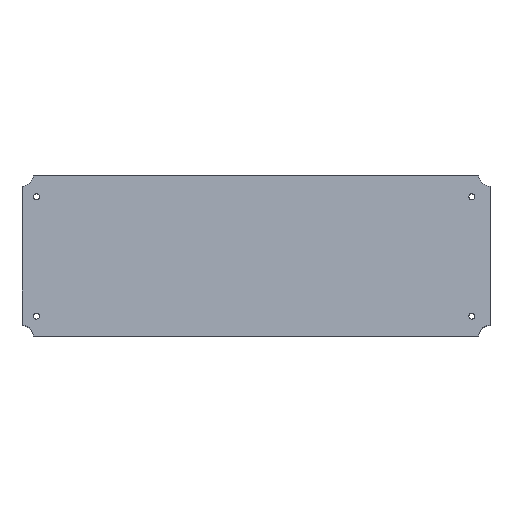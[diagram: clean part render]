
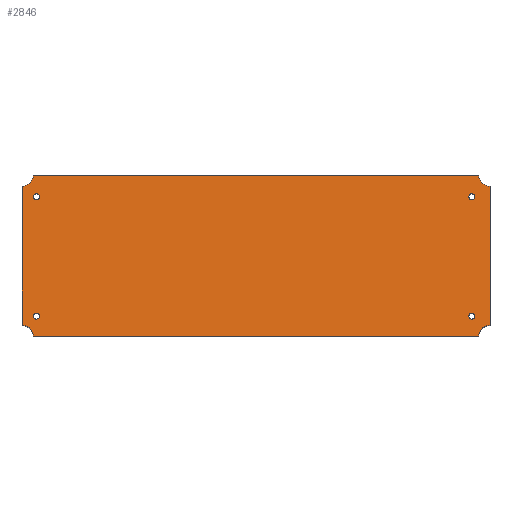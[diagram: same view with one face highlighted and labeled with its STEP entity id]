
A CAD part, top view. The second image highlights one B-rep face of the part: STEP entity #2846.
In plain terms, the highlighted planar face has unit normal (0, 0.104, 0.995).
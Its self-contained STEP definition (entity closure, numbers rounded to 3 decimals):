
#36=CIRCLE('',#2881,1.6);
#38=CIRCLE('',#2885,1.6);
#40=CIRCLE('',#2889,1.6);
#42=CIRCLE('',#2893,1.6);
#43=CIRCLE('',#2897,6.);
#44=CIRCLE('',#2900,6.);
#45=CIRCLE('',#2903,6.);
#46=CIRCLE('',#2906,6.);
#58=FACE_BOUND('',#398,.T.);
#59=FACE_BOUND('',#399,.T.);
#60=FACE_BOUND('',#400,.T.);
#61=FACE_BOUND('',#401,.T.);
#76=PLANE('',#2907);
#231=FACE_OUTER_BOUND('',#397,.T.);
#397=EDGE_LOOP('',(#2552,#2553,#2554,#2555,#2556,#2557,#2558,#2559));
#398=EDGE_LOOP('',(#2560));
#399=EDGE_LOOP('',(#2561));
#400=EDGE_LOOP('',(#2562));
#401=EDGE_LOOP('',(#2563));
#549=LINE('',#5675,#707);
#552=LINE('',#5683,#710);
#555=LINE('',#5691,#713);
#558=LINE('',#5699,#716);
#707=VECTOR('',#3127,10.);
#710=VECTOR('',#3136,10.);
#713=VECTOR('',#3145,10.);
#716=VECTOR('',#3154,10.);
#1247=VERTEX_POINT('',#5643);
#1249=VERTEX_POINT('',#5651);
#1251=VERTEX_POINT('',#5659);
#1253=VERTEX_POINT('',#5667);
#1254=VERTEX_POINT('',#5672);
#1255=VERTEX_POINT('',#5674);
#1256=VERTEX_POINT('',#5678);
#1257=VERTEX_POINT('',#5682);
#1258=VERTEX_POINT('',#5686);
#1259=VERTEX_POINT('',#5690);
#1260=VERTEX_POINT('',#5694);
#1261=VERTEX_POINT('',#5698);
#1667=EDGE_CURVE('',#1247,#1247,#36,.F.);
#1671=EDGE_CURVE('',#1249,#1249,#38,.F.);
#1675=EDGE_CURVE('',#1251,#1251,#40,.F.);
#1679=EDGE_CURVE('',#1253,#1253,#42,.F.);
#1681=EDGE_CURVE('',#1255,#1254,#549,.T.);
#1683=EDGE_CURVE('',#1256,#1255,#43,.T.);
#1685=EDGE_CURVE('',#1257,#1256,#552,.T.);
#1687=EDGE_CURVE('',#1258,#1257,#44,.T.);
#1689=EDGE_CURVE('',#1259,#1258,#555,.T.);
#1691=EDGE_CURVE('',#1260,#1259,#45,.T.);
#1693=EDGE_CURVE('',#1261,#1260,#558,.T.);
#1695=EDGE_CURVE('',#1254,#1261,#46,.T.);
#2552=ORIENTED_EDGE('',*,*,#1695,.T.);
#2553=ORIENTED_EDGE('',*,*,#1693,.T.);
#2554=ORIENTED_EDGE('',*,*,#1691,.T.);
#2555=ORIENTED_EDGE('',*,*,#1689,.T.);
#2556=ORIENTED_EDGE('',*,*,#1687,.T.);
#2557=ORIENTED_EDGE('',*,*,#1685,.T.);
#2558=ORIENTED_EDGE('',*,*,#1683,.T.);
#2559=ORIENTED_EDGE('',*,*,#1681,.T.);
#2560=ORIENTED_EDGE('',*,*,#1667,.T.);
#2561=ORIENTED_EDGE('',*,*,#1671,.T.);
#2562=ORIENTED_EDGE('',*,*,#1675,.T.);
#2563=ORIENTED_EDGE('',*,*,#1679,.T.);
#2846=ADVANCED_FACE('',(#231,#58,#59,#60,#61),#76,.F.);
#2881=AXIS2_PLACEMENT_3D('',#5645,#3090,#3091);
#2885=AXIS2_PLACEMENT_3D('',#5653,#3100,#3101);
#2889=AXIS2_PLACEMENT_3D('',#5661,#3110,#3111);
#2893=AXIS2_PLACEMENT_3D('',#5669,#3120,#3121);
#2897=AXIS2_PLACEMENT_3D('',#5679,#3131,#3132);
#2900=AXIS2_PLACEMENT_3D('',#5687,#3140,#3141);
#2903=AXIS2_PLACEMENT_3D('',#5695,#3149,#3150);
#2906=AXIS2_PLACEMENT_3D('',#5702,#3158,#3159);
#2907=AXIS2_PLACEMENT_3D('',#5703,#3160,#3161);
#3090=DIRECTION('center_axis',(0.,0.105,0.995));
#3091=DIRECTION('ref_axis',(-1.,0.,0.));
#3100=DIRECTION('center_axis',(0.,0.105,0.995));
#3101=DIRECTION('ref_axis',(-1.,0.,0.));
#3110=DIRECTION('center_axis',(0.,0.105,0.995));
#3111=DIRECTION('ref_axis',(-1.,0.,0.));
#3120=DIRECTION('center_axis',(0.,0.105,0.995));
#3121=DIRECTION('ref_axis',(-1.,0.,0.));
#3127=DIRECTION('',(0.,0.995,-0.105));
#3131=DIRECTION('center_axis',(0.,-0.105,-0.995));
#3132=DIRECTION('ref_axis',(1.,0.,0.));
#3136=DIRECTION('',(1.,0.,0.));
#3140=DIRECTION('center_axis',(0.,-0.105,-0.995));
#3141=DIRECTION('ref_axis',(1.,0.,0.));
#3145=DIRECTION('',(0.,-0.995,0.105));
#3149=DIRECTION('center_axis',(0.,-0.105,-0.995));
#3150=DIRECTION('ref_axis',(1.,0.,0.));
#3154=DIRECTION('',(-1.,0.,0.));
#3158=DIRECTION('center_axis',(0.,-0.105,-0.995));
#3159=DIRECTION('ref_axis',(1.,0.,0.));
#3160=DIRECTION('center_axis',(0.,-0.105,-0.995));
#3161=DIRECTION('ref_axis',(1.,0.,0.));
#5643=CARTESIAN_POINT('',(-115.4,28.516,3.445));
#5645=CARTESIAN_POINT('Origin',(-117.,28.516,3.445));
#5651=CARTESIAN_POINT('',(-115.4,-35.133,10.134));
#5653=CARTESIAN_POINT('Origin',(-117.,-35.133,10.134));
#5659=CARTESIAN_POINT('',(116.6,-35.133,10.134));
#5661=CARTESIAN_POINT('Origin',(115.,-35.133,10.134));
#5667=CARTESIAN_POINT('',(116.6,28.516,3.445));
#5669=CARTESIAN_POINT('Origin',(115.,28.516,3.445));
#5672=CARTESIAN_POINT('',(124.675,34.101,2.858));
#5674=CARTESIAN_POINT('',(124.675,-39.965,10.642));
#5675=CARTESIAN_POINT('',(124.675,-45.932,11.27));
#5678=CARTESIAN_POINT('',(118.675,-45.932,11.27));
#5679=CARTESIAN_POINT('Origin',(124.675,-45.932,11.27));
#5682=CARTESIAN_POINT('',(-118.675,-45.932,11.27));
#5683=CARTESIAN_POINT('',(-124.675,-45.932,11.27));
#5686=CARTESIAN_POINT('',(-124.675,-39.965,10.642));
#5687=CARTESIAN_POINT('Origin',(-124.675,-45.932,11.27));
#5690=CARTESIAN_POINT('',(-124.675,34.101,2.858));
#5691=CARTESIAN_POINT('',(-124.675,40.068,2.231));
#5694=CARTESIAN_POINT('',(-118.675,40.068,2.231));
#5695=CARTESIAN_POINT('Origin',(-124.675,40.068,2.231));
#5698=CARTESIAN_POINT('',(118.675,40.068,2.231));
#5699=CARTESIAN_POINT('',(124.675,40.068,2.231));
#5702=CARTESIAN_POINT('Origin',(124.675,40.068,2.231));
#5703=CARTESIAN_POINT('Origin',(0.,-2.851,
6.741));
